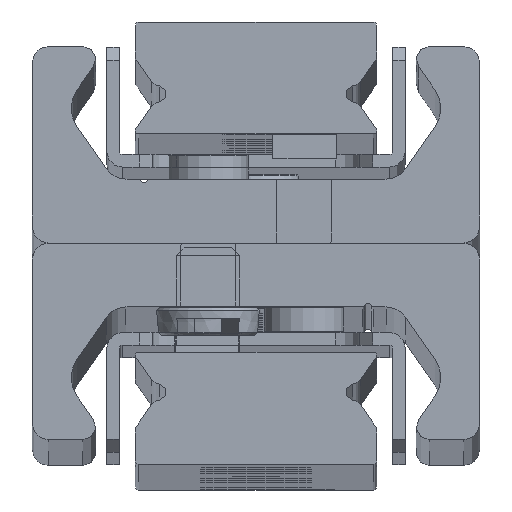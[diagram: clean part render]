
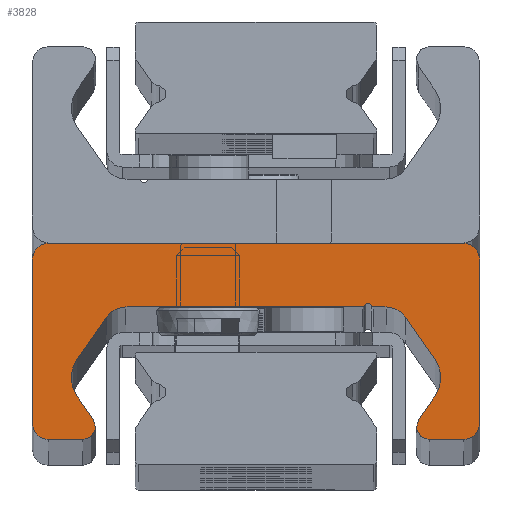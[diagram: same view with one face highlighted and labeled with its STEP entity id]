
A CAD part, top view. The second image highlights one B-rep face of the part: STEP entity #3828.
In plain terms, the highlighted planar face has unit normal (0, 0, 1).
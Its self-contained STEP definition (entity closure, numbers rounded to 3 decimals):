
#2838=CARTESIAN_POINT('',(7.0,0.0,930.0));
#2839=VERTEX_POINT('',#2838);
#2840=CARTESIAN_POINT('',(6.,1.0,930.0));
#2841=VERTEX_POINT('',#2840);
#2842=CARTESIAN_POINT('',(7.0,1.0,930.0));
#2843=DIRECTION('',(0.0,0.0,-1.0));
#2844=DIRECTION('',(-1.0,0.0,0.0));
#2845=AXIS2_PLACEMENT_3D('',#2842,#2843,#2844);
#2846=CIRCLE('',#2845,1.0);
#2847=EDGE_CURVE('',#2839,#2841,#2846,.T.);
#2880=CARTESIAN_POINT('',(6.,11.3,930.0));
#2881=VERTEX_POINT('',#2880);
#2882=CARTESIAN_POINT('',(6.,1.0,930.0));
#2883=DIRECTION('',(0.0,1.0,0.0));
#2884=VECTOR('',#2883,10.3);
#2885=LINE('',#2882,#2884);
#2886=EDGE_CURVE('',#2841,#2881,#2885,.T.);
#2911=CARTESIAN_POINT('',(7.0,12.3,930.0));
#2912=VERTEX_POINT('',#2911);
#2913=CARTESIAN_POINT('',(7.,11.3,930.0));
#2914=DIRECTION('',(0.0,0.0,-1.0));
#2915=DIRECTION('',(0.0,1.0,0.0));
#2916=AXIS2_PLACEMENT_3D('',#2913,#2914,#2915);
#2917=CIRCLE('',#2916,1.0);
#2918=EDGE_CURVE('',#2881,#2912,#2917,.T.);
#2944=CARTESIAN_POINT('',(9.17,12.3,930.0));
#2945=VERTEX_POINT('',#2944);
#2946=CARTESIAN_POINT('',(7.0,12.3,930.0));
#2947=DIRECTION('',(1.0,0.0,0.0));
#2948=VECTOR('',#2947,2.17);
#2949=LINE('',#2946,#2948);
#2950=EDGE_CURVE('',#2912,#2945,#2949,.T.);
#2975=CARTESIAN_POINT('',(9.826,11.041,930.0));
#2976=VERTEX_POINT('',#2975);
#2977=CARTESIAN_POINT('',(9.17,11.5,930.0));
#2978=DIRECTION('',(0.0,0.0,-1.));
#2979=DIRECTION('',(0.819,-0.574,0.0));
#2980=AXIS2_PLACEMENT_3D('',#2977,#2978,#2979);
#2981=CIRCLE('',#2980,0.8);
#2982=EDGE_CURVE('',#2945,#2976,#2981,.T.);
#3008=CARTESIAN_POINT('',(8.794,9.567,930.0));
#3009=VERTEX_POINT('',#3008);
#3010=CARTESIAN_POINT('',(9.826,11.041,930.0));
#3011=DIRECTION('',(-0.574,-0.819,0.0));
#3012=VECTOR('',#3011,1.799);
#3013=LINE('',#3010,#3012);
#3014=EDGE_CURVE('',#2976,#3009,#3013,.T.);
#3039=CARTESIAN_POINT('',(8.794,7.273,930.0));
#3040=VERTEX_POINT('',#3039);
#3041=CARTESIAN_POINT('',(10.432,8.42,930.0));
#3042=DIRECTION('',(0.0,0.0,1.0));
#3043=DIRECTION('',(0.819,-0.574,0.0));
#3044=AXIS2_PLACEMENT_3D('',#3041,#3042,#3043);
#3045=CIRCLE('',#3044,2.0);
#3046=EDGE_CURVE('',#3009,#3040,#3045,.T.);
#3072=CARTESIAN_POINT('',(10.637,4.64,930.0));
#3073=VERTEX_POINT('',#3072);
#3074=CARTESIAN_POINT('',(8.794,7.273,930.0));
#3075=DIRECTION('',(0.574,-0.819,0.0));
#3076=VECTOR('',#3075,3.215);
#3077=LINE('',#3074,#3076);
#3078=EDGE_CURVE('',#3040,#3073,#3077,.T.);
#3103=CARTESIAN_POINT('',(11.866,4.,930.0));
#3104=VERTEX_POINT('',#3103);
#3105=CARTESIAN_POINT('',(11.866,5.5,930.0));
#3106=DIRECTION('',(0.0,0.0,1.0));
#3107=DIRECTION('',(0.819,0.574,0.0));
#3108=AXIS2_PLACEMENT_3D('',#3105,#3106,#3107);
#3109=CIRCLE('',#3108,1.5);
#3110=EDGE_CURVE('',#3073,#3104,#3109,.T.);
#3136=CARTESIAN_POINT('',(12.665,4.,930.0));
#3137=VERTEX_POINT('',#3136);
#3138=CARTESIAN_POINT('',(11.866,4.,930.0));
#3139=DIRECTION('',(1.0,0.0,0.0));
#3140=VECTOR('',#3139,0.798);
#3141=LINE('',#3138,#3140);
#3142=EDGE_CURVE('',#3104,#3137,#3141,.T.);
#3167=CARTESIAN_POINT('',(12.76,3.929,930.0));
#3168=VERTEX_POINT('',#3167);
#3169=CARTESIAN_POINT('',(12.665,3.9,930.0));
#3170=DIRECTION('',(0.0,0.0,-1.0));
#3171=DIRECTION('',(0.958,0.286,0.0));
#3172=AXIS2_PLACEMENT_3D('',#3169,#3170,#3171);
#3173=CIRCLE('',#3172,0.1);
#3174=EDGE_CURVE('',#3137,#3168,#3173,.T.);
#3200=CARTESIAN_POINT('',(13.24,3.929,930.0));
#3201=VERTEX_POINT('',#3200);
#3202=CARTESIAN_POINT('',(13.,4.0,930.0));
#3203=DIRECTION('',(0.0,0.0,1.));
#3204=DIRECTION('',(0.958,0.286,0.0));
#3205=AXIS2_PLACEMENT_3D('',#3202,#3203,#3204);
#3206=CIRCLE('',#3205,0.25);
#3207=EDGE_CURVE('',#3168,#3201,#3206,.T.);
#3233=CARTESIAN_POINT('',(13.335,4.0,930.0));
#3234=VERTEX_POINT('',#3233);
#3235=CARTESIAN_POINT('',(13.335,3.9,930.0));
#3236=DIRECTION('',(0.0,0.0,-1.0));
#3237=DIRECTION('',(0.0,1.0,0.0));
#3238=AXIS2_PLACEMENT_3D('',#3235,#3236,#3237);
#3239=CIRCLE('',#3238,0.1);
#3240=EDGE_CURVE('',#3201,#3234,#3239,.T.);
#3266=CARTESIAN_POINT('',(28.134,4.0,930.0));
#3267=VERTEX_POINT('',#3266);
#3268=CARTESIAN_POINT('',(13.335,4.0,930.0));
#3269=DIRECTION('',(1.0,0.0,0.0));
#3270=VECTOR('',#3269,14.798);
#3271=LINE('',#3268,#3270);
#3272=EDGE_CURVE('',#3234,#3267,#3271,.T.);
#3378=CARTESIAN_POINT('',(29.363,4.64,930.0));
#3379=VERTEX_POINT('',#3378);
#3380=CARTESIAN_POINT('',(28.134,5.5,930.0));
#3381=DIRECTION('',(0.0,0.0,1.0));
#3382=DIRECTION('',(0.0,1.0,0.0));
#3383=AXIS2_PLACEMENT_3D('',#3380,#3381,#3382);
#3384=CIRCLE('',#3383,1.5);
#3385=EDGE_CURVE('',#3267,#3379,#3384,.T.);
#3411=CARTESIAN_POINT('',(31.206,7.273,930.0));
#3412=VERTEX_POINT('',#3411);
#3413=CARTESIAN_POINT('',(29.363,4.64,930.0));
#3414=DIRECTION('',(0.574,0.819,0.0));
#3415=VECTOR('',#3414,3.215);
#3416=LINE('',#3413,#3415);
#3417=EDGE_CURVE('',#3379,#3412,#3416,.T.);
#3442=CARTESIAN_POINT('',(31.206,9.567,930.0));
#3443=VERTEX_POINT('',#3442);
#3444=CARTESIAN_POINT('',(29.568,8.42,930.0));
#3445=DIRECTION('',(0.0,0.0,1.));
#3446=DIRECTION('',(-0.819,0.574,0.0));
#3447=AXIS2_PLACEMENT_3D('',#3444,#3445,#3446);
#3448=CIRCLE('',#3447,2.0);
#3449=EDGE_CURVE('',#3412,#3443,#3448,.T.);
#3475=CARTESIAN_POINT('',(30.174,11.041,930.0));
#3476=VERTEX_POINT('',#3475);
#3477=CARTESIAN_POINT('',(31.206,9.567,930.0));
#3478=DIRECTION('',(-0.574,0.819,0.0));
#3479=VECTOR('',#3478,1.799);
#3480=LINE('',#3477,#3479);
#3481=EDGE_CURVE('',#3443,#3476,#3480,.T.);
#3506=CARTESIAN_POINT('',(30.83,12.3,930.0));
#3507=VERTEX_POINT('',#3506);
#3508=CARTESIAN_POINT('',(30.83,11.5,930.0));
#3509=DIRECTION('',(0.0,0.0,-1.0));
#3510=DIRECTION('',(0.0,1.0,0.0));
#3511=AXIS2_PLACEMENT_3D('',#3508,#3509,#3510);
#3512=CIRCLE('',#3511,0.8);
#3513=EDGE_CURVE('',#3476,#3507,#3512,.T.);
#3539=CARTESIAN_POINT('',(33.0,12.3,930.0));
#3540=VERTEX_POINT('',#3539);
#3541=CARTESIAN_POINT('',(30.83,12.3,930.0));
#3542=DIRECTION('',(1.0,0.0,0.0));
#3543=VECTOR('',#3542,2.17);
#3544=LINE('',#3541,#3543);
#3545=EDGE_CURVE('',#3507,#3540,#3544,.T.);
#3570=CARTESIAN_POINT('',(34.0,11.3,930.0));
#3571=VERTEX_POINT('',#3570);
#3572=CARTESIAN_POINT('',(33.0,11.3,930.0));
#3573=DIRECTION('',(0.0,0.0,-1.0));
#3574=DIRECTION('',(1.0,0.0,0.0));
#3575=AXIS2_PLACEMENT_3D('',#3572,#3573,#3574);
#3576=CIRCLE('',#3575,1.0);
#3577=EDGE_CURVE('',#3540,#3571,#3576,.T.);
#3603=CARTESIAN_POINT('',(34.0,1.0,930.0));
#3604=VERTEX_POINT('',#3603);
#3605=CARTESIAN_POINT('',(34.0,11.3,930.0));
#3606=DIRECTION('',(0.0,-1.0,0.0));
#3607=VECTOR('',#3606,10.3);
#3608=LINE('',#3605,#3607);
#3609=EDGE_CURVE('',#3571,#3604,#3608,.T.);
#3634=CARTESIAN_POINT('',(33.0,0.0,930.0));
#3635=VERTEX_POINT('',#3634);
#3636=CARTESIAN_POINT('',(33.0,1.0,930.0));
#3637=DIRECTION('',(0.0,0.0,-1.0));
#3638=DIRECTION('',(0.0,-1.0,0.0));
#3639=AXIS2_PLACEMENT_3D('',#3636,#3637,#3638);
#3640=CIRCLE('',#3639,1.0);
#3641=EDGE_CURVE('',#3604,#3635,#3640,.T.);
#3667=CARTESIAN_POINT('',(33.0,0.0,930.0));
#3668=DIRECTION('',(-1.0,0.0,0.0));
#3669=VECTOR('',#3668,26.0);
#3670=LINE('',#3667,#3669);
#3671=EDGE_CURVE('',#3635,#2839,#3670,.T.);
#3797=CARTESIAN_POINT('',(19.983,4.783,930.0));
#3798=DIRECTION('',(0.0,0.0,1.0));
#3799=DIRECTION('',(1.0,0.0,0.0));
#3800=AXIS2_PLACEMENT_3D('',#3797,#3798,#3799);
#3801=PLANE('',#3800);
#3802=ORIENTED_EDGE('',*,*,#2847,.F.);
#3803=ORIENTED_EDGE('',*,*,#3671,.F.);
#3804=ORIENTED_EDGE('',*,*,#3641,.F.);
#3805=ORIENTED_EDGE('',*,*,#3609,.F.);
#3806=ORIENTED_EDGE('',*,*,#3577,.F.);
#3807=ORIENTED_EDGE('',*,*,#3545,.F.);
#3808=ORIENTED_EDGE('',*,*,#3513,.F.);
#3809=ORIENTED_EDGE('',*,*,#3481,.F.);
#3810=ORIENTED_EDGE('',*,*,#3449,.F.);
#3811=ORIENTED_EDGE('',*,*,#3417,.F.);
#3812=ORIENTED_EDGE('',*,*,#3385,.F.);
#3813=ORIENTED_EDGE('',*,*,#3272,.F.);
#3814=ORIENTED_EDGE('',*,*,#3240,.F.);
#3815=ORIENTED_EDGE('',*,*,#3207,.F.);
#3816=ORIENTED_EDGE('',*,*,#3174,.F.);
#3817=ORIENTED_EDGE('',*,*,#3142,.F.);
#3818=ORIENTED_EDGE('',*,*,#3110,.F.);
#3819=ORIENTED_EDGE('',*,*,#3078,.F.);
#3820=ORIENTED_EDGE('',*,*,#3046,.F.);
#3821=ORIENTED_EDGE('',*,*,#3014,.F.);
#3822=ORIENTED_EDGE('',*,*,#2982,.F.);
#3823=ORIENTED_EDGE('',*,*,#2950,.F.);
#3824=ORIENTED_EDGE('',*,*,#2918,.F.);
#3825=ORIENTED_EDGE('',*,*,#2886,.F.);
#3826=EDGE_LOOP('',(#3802,#3803,#3804,#3805,#3806,#3807,#3808,#3809,#3810,#3811,#3812,#3813,#3814,#3815,#3816,#3817,#3818,#3819,#3820,#3821,#3822,#3823,#3824,#3825));
#3827=FACE_OUTER_BOUND('',#3826,.T.);
#3828=ADVANCED_FACE('',(#3827),#3801,.T.);
